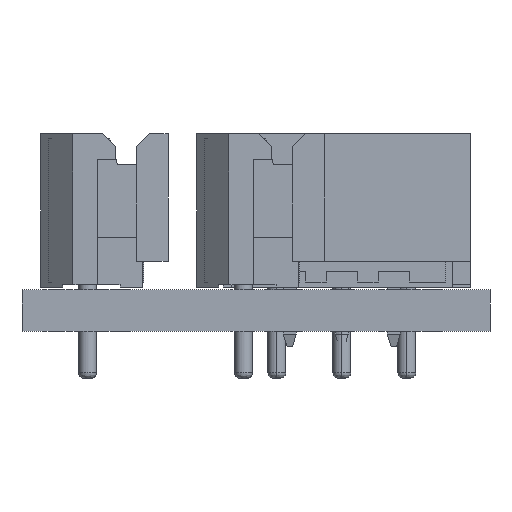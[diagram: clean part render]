
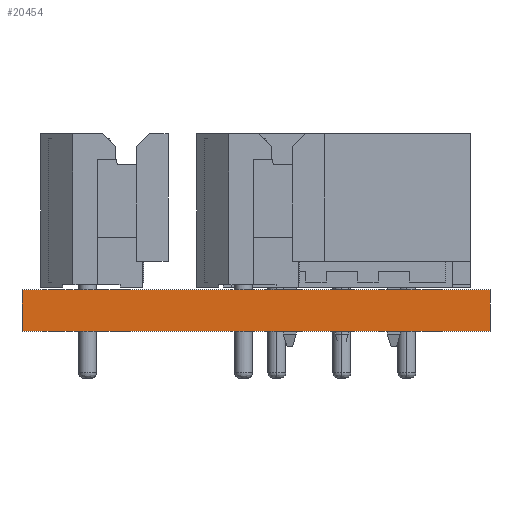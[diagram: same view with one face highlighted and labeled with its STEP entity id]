
A CAD part, front view. The second image highlights one B-rep face of the part: STEP entity #20454.
In plain terms, the highlighted planar face has unit normal (0, -1, 0).
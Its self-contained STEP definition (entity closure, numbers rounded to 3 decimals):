
#18207 = PLANE('',#18208);
#18208 = AXIS2_PLACEMENT_3D('',#18209,#18210,#18211);
#18209 = CARTESIAN_POINT('',(139.9,-69.,0.));
#18210 = DIRECTION('',(-1.,0.,0.));
#18211 = DIRECTION('',(0.,1.,0.));
#18235 = PLANE('',#18236);
#18236 = AXIS2_PLACEMENT_3D('',#18237,#18238,#18239);
#18237 = CARTESIAN_POINT('',(148.9,-51.5,1.6));
#18238 = DIRECTION('',(-0.,-0.,-1.));
#18239 = DIRECTION('',(-1.,0.,0.));
#18263 = PLANE('',#18264);
#18264 = AXIS2_PLACEMENT_3D('',#18265,#18266,#18267);
#18265 = CARTESIAN_POINT('',(157.9,-34.,0.));
#18266 = DIRECTION('',(1.,0.,-0.));
#18267 = DIRECTION('',(0.,-1.,0.));
#18289 = PLANE('',#18290);
#18290 = AXIS2_PLACEMENT_3D('',#18291,#18292,#18293);
#18291 = CARTESIAN_POINT('',(148.9,-51.5,0.));
#18292 = DIRECTION('',(-0.,-0.,-1.));
#18293 = DIRECTION('',(-1.,0.,0.));
#18304 = EDGE_CURVE('',#18305,#18307,#18309,.T.);
#18305 = VERTEX_POINT('',#18306);
#18306 = CARTESIAN_POINT('',(139.9,-69.,0.));
#18307 = VERTEX_POINT('',#18308);
#18308 = CARTESIAN_POINT('',(139.9,-69.,1.6));
#18309 = SURFACE_CURVE('',#18310,(#18314,#18321),.PCURVE_S1.);
#18310 = LINE('',#18311,#18312);
#18311 = CARTESIAN_POINT('',(139.9,-69.,0.));
#18312 = VECTOR('',#18313,1.);
#18313 = DIRECTION('',(0.,0.,1.));
#18314 = PCURVE('',#18207,#18315);
#18315 = DEFINITIONAL_REPRESENTATION('',(#18316),#18320);
#18316 = LINE('',#18317,#18318);
#18317 = CARTESIAN_POINT('',(0.,0.));
#18318 = VECTOR('',#18319,1.);
#18319 = DIRECTION('',(0.,-1.));
#18320 = ( GEOMETRIC_REPRESENTATION_CONTEXT(2) 
PARAMETRIC_REPRESENTATION_CONTEXT() REPRESENTATION_CONTEXT('2D SPACE',''
  ) );
#18321 = PCURVE('',#18322,#18327);
#18322 = PLANE('',#18323);
#18323 = AXIS2_PLACEMENT_3D('',#18324,#18325,#18326);
#18324 = CARTESIAN_POINT('',(157.9,-69.,0.));
#18325 = DIRECTION('',(0.,-1.,0.));
#18326 = DIRECTION('',(-1.,0.,0.));
#18327 = DEFINITIONAL_REPRESENTATION('',(#18328),#18332);
#18328 = LINE('',#18329,#18330);
#18329 = CARTESIAN_POINT('',(18.,0.));
#18330 = VECTOR('',#18331,1.);
#18331 = DIRECTION('',(0.,-1.));
#18332 = ( GEOMETRIC_REPRESENTATION_CONTEXT(2) 
PARAMETRIC_REPRESENTATION_CONTEXT() REPRESENTATION_CONTEXT('2D SPACE',''
  ) );
#18382 = VERTEX_POINT('',#18383);
#18383 = CARTESIAN_POINT('',(157.9,-69.,1.6));
#18404 = EDGE_CURVE('',#18405,#18382,#18407,.T.);
#18405 = VERTEX_POINT('',#18406);
#18406 = CARTESIAN_POINT('',(157.9,-69.,0.));
#18407 = SURFACE_CURVE('',#18408,(#18412,#18419),.PCURVE_S1.);
#18408 = LINE('',#18409,#18410);
#18409 = CARTESIAN_POINT('',(157.9,-69.,0.));
#18410 = VECTOR('',#18411,1.);
#18411 = DIRECTION('',(0.,0.,1.));
#18412 = PCURVE('',#18263,#18413);
#18413 = DEFINITIONAL_REPRESENTATION('',(#18414),#18418);
#18414 = LINE('',#18415,#18416);
#18415 = CARTESIAN_POINT('',(35.,0.));
#18416 = VECTOR('',#18417,1.);
#18417 = DIRECTION('',(0.,-1.));
#18418 = ( GEOMETRIC_REPRESENTATION_CONTEXT(2) 
PARAMETRIC_REPRESENTATION_CONTEXT() REPRESENTATION_CONTEXT('2D SPACE',''
  ) );
#18419 = PCURVE('',#18322,#18420);
#18420 = DEFINITIONAL_REPRESENTATION('',(#18421),#18425);
#18421 = LINE('',#18422,#18423);
#18422 = CARTESIAN_POINT('',(0.,-0.));
#18423 = VECTOR('',#18424,1.);
#18424 = DIRECTION('',(0.,-1.));
#18425 = ( GEOMETRIC_REPRESENTATION_CONTEXT(2) 
PARAMETRIC_REPRESENTATION_CONTEXT() REPRESENTATION_CONTEXT('2D SPACE',''
  ) );
#18453 = EDGE_CURVE('',#18405,#18305,#18454,.T.);
#18454 = SURFACE_CURVE('',#18455,(#18459,#18466),.PCURVE_S1.);
#18455 = LINE('',#18456,#18457);
#18456 = CARTESIAN_POINT('',(157.9,-69.,0.));
#18457 = VECTOR('',#18458,1.);
#18458 = DIRECTION('',(-1.,0.,0.));
#18459 = PCURVE('',#18289,#18460);
#18460 = DEFINITIONAL_REPRESENTATION('',(#18461),#18465);
#18461 = LINE('',#18462,#18463);
#18462 = CARTESIAN_POINT('',(-9.,-17.5));
#18463 = VECTOR('',#18464,1.);
#18464 = DIRECTION('',(1.,0.));
#18465 = ( GEOMETRIC_REPRESENTATION_CONTEXT(2) 
PARAMETRIC_REPRESENTATION_CONTEXT() REPRESENTATION_CONTEXT('2D SPACE',''
  ) );
#18466 = PCURVE('',#18322,#18467);
#18467 = DEFINITIONAL_REPRESENTATION('',(#18468),#18472);
#18468 = LINE('',#18469,#18470);
#18469 = CARTESIAN_POINT('',(0.,-0.));
#18470 = VECTOR('',#18471,1.);
#18471 = DIRECTION('',(1.,0.));
#18472 = ( GEOMETRIC_REPRESENTATION_CONTEXT(2) 
PARAMETRIC_REPRESENTATION_CONTEXT() REPRESENTATION_CONTEXT('2D SPACE',''
  ) );
#19539 = EDGE_CURVE('',#18382,#18307,#19540,.T.);
#19540 = SURFACE_CURVE('',#19541,(#19545,#19552),.PCURVE_S1.);
#19541 = LINE('',#19542,#19543);
#19542 = CARTESIAN_POINT('',(157.9,-69.,1.6));
#19543 = VECTOR('',#19544,1.);
#19544 = DIRECTION('',(-1.,0.,0.));
#19545 = PCURVE('',#18235,#19546);
#19546 = DEFINITIONAL_REPRESENTATION('',(#19547),#19551);
#19547 = LINE('',#19548,#19549);
#19548 = CARTESIAN_POINT('',(-9.,-17.5));
#19549 = VECTOR('',#19550,1.);
#19550 = DIRECTION('',(1.,0.));
#19551 = ( GEOMETRIC_REPRESENTATION_CONTEXT(2) 
PARAMETRIC_REPRESENTATION_CONTEXT() REPRESENTATION_CONTEXT('2D SPACE',''
  ) );
#19552 = PCURVE('',#18322,#19553);
#19553 = DEFINITIONAL_REPRESENTATION('',(#19554),#19558);
#19554 = LINE('',#19555,#19556);
#19555 = CARTESIAN_POINT('',(0.,-1.6));
#19556 = VECTOR('',#19557,1.);
#19557 = DIRECTION('',(1.,0.));
#19558 = ( GEOMETRIC_REPRESENTATION_CONTEXT(2) 
PARAMETRIC_REPRESENTATION_CONTEXT() REPRESENTATION_CONTEXT('2D SPACE',''
  ) );
#20454 = ADVANCED_FACE('',(#20455),#18322,.T.);
#20455 = FACE_BOUND('',#20456,.T.);
#20456 = EDGE_LOOP('',(#20457,#20458,#20459,#20460));
#20457 = ORIENTED_EDGE('',*,*,#18404,.T.);
#20458 = ORIENTED_EDGE('',*,*,#19539,.T.);
#20459 = ORIENTED_EDGE('',*,*,#18304,.F.);
#20460 = ORIENTED_EDGE('',*,*,#18453,.F.);
